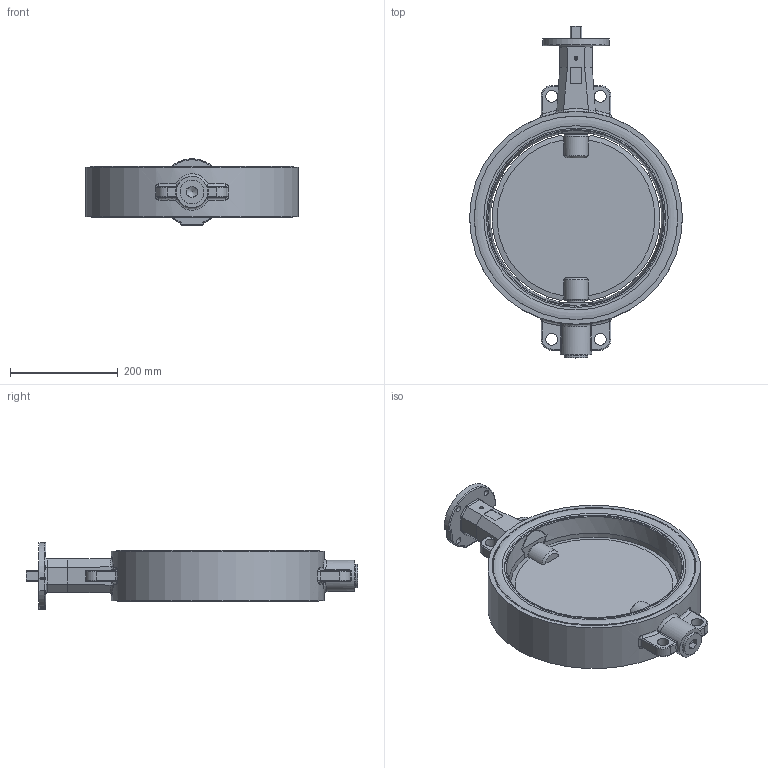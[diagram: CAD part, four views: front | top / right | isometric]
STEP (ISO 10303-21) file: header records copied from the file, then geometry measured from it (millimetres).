
FILE_DESCRIPTION((''),'2;1');
FILE_NAME('Z411 DN350 Da 355 SDR17-33.stp','2014-08-07T15:49:00',('zank'),(''),'Autodesk Inventor 2013','Autodesk Inventor 2013','');
FILE_SCHEMA(('AUTOMOTIVE_DESIGN { 1 0 10303 214 1 1 1 1 }'));
Length unit declared in the file: millimetre
Products named in the file (13): Z411 Da 355 SDR33; Z71F-355-0002-30; ME1F-355-0001-20; 018-000-041E; O-Ring 30x3; DIN 7603  A A38 x 44  (Pag); DIN 908  (Feingewinde) M38 x 1.5; 018-000-252E; WOVS-355-0001-40; WUVS-355-0001-40; DIN 915  (Regelgewinde) M8 x 16; O-Ring 25x3; SN1F-355-0001-30
Assembly tree (19 placements, depth 2):
  Z411 Da 355 SDR33
    Z71F-355-0002-30
    ME1F-355-0001-20
    018-000-041E  x2
    O-Ring 30x3  x2
    DIN 7603  A A38 x 44  (Pag)
    DIN 908  (Feingewinde) M38 x 1.5
    018-000-252E  x4
    WOVS-355-0001-40
    WUVS-355-0001-40
    DIN 915  (Regelgewinde) M8 x 16
    O-Ring 25x3  x3
    SN1F-355-0001-30
Bounding box: 395 x 616 x 122.78 mm (x, y, z)
Volume: 5851075.8 mm3; surface area: 983491.5 mm2
Topology: 19 solids, 19 shells, 637 faces, 1555 edges, 971 vertices
Faces by surface type: plane 218, cylinder 183, bspline 103, torus 65, cone 64, sphere 4
Full cylindrical faces by diameter (mm): 4.917 x1, 5.5 x1, 6.647 x1, 8 x1, 11 x4, 22 x4, 25 x3, 25.4 x1, 25.5 x4, 29.5 x2, 30 x15, 30.1 x6, 30.2 x1, 30.5 x1, 34.6 x2, 35 x8, 36.376 x1, 38 x5, 38.3 x1, 43.9 x1, 44 x3, 44.1 x2, 45 x2, 58 x1, 70.1 x1, 331.2 x2, 337.6 x2, 363.4 x2, 370 x2, 374.4 x2
Entity records: 19570 total; most frequent: CARTESIAN_POINT 6399, ORIENTED_EDGE 2598, DIRECTION 2445, EDGE_CURVE 1299, AXIS2_PLACEMENT_3D 981, VERTEX_POINT 891, EDGE_LOOP 794, FACE_OUTER_BOUND 593
